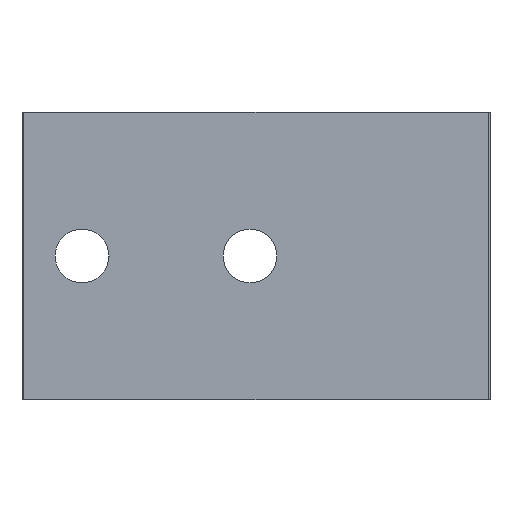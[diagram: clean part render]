
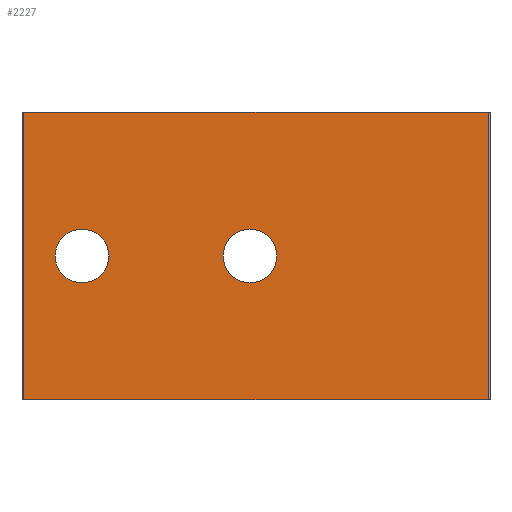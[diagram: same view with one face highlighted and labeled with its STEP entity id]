
A CAD part, front view. The second image highlights one B-rep face of the part: STEP entity #2227.
In plain terms, the highlighted planar face has unit normal (0, -1, 0).
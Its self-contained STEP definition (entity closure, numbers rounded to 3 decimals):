
#128 = CIRCLE ( 'NONE', #1620, 4.5 ) ;
#198 = CARTESIAN_POINT ( 'NONE',  ( 10441.392, 2863.331, 4.5 ) ) ;
#293 = EDGE_LOOP ( 'NONE', ( #3272, #2600 ) ) ;
#347 = VECTOR ( 'NONE', #4675, 1000. ) ;
#524 = CARTESIAN_POINT ( 'NONE',  ( 10441.392, 2863.331, 0. ) ) ;
#611 = EDGE_LOOP ( 'NONE', ( #3393, #2090, #3384, #1295 ) ) ;
#738 = CIRCLE ( 'NONE', #6289, 4.5 ) ;
#871 = CARTESIAN_POINT ( 'NONE',  ( 10413.392, 2863.331, 0. ) ) ;
#890 = AXIS2_PLACEMENT_3D ( 'NONE', #4475, #5775, #1958 ) ;
#1172 = DIRECTION ( 'NONE',  ( 0., 0., 1. ) ) ;
#1295 = ORIENTED_EDGE ( 'NONE', *, *, #6638, .F. ) ;
#1332 = PLANE ( 'NONE',  #890 ) ;
#1457 = CARTESIAN_POINT ( 'NONE',  ( 10481.092, 2863.331, -24. ) ) ;
#1503 = DIRECTION ( 'NONE',  ( 0., 0., 1. ) ) ;
#1620 = AXIS2_PLACEMENT_3D ( 'NONE', #871, #5316, #1503 ) ;
#1958 = DIRECTION ( 'NONE',  ( 0., 0., 1. ) ) ;
#2012 = VECTOR ( 'NONE', #6292, 1000. ) ;
#2066 = EDGE_CURVE ( 'NONE', #7350, #8234, #7788, .T. ) ;
#2090 = ORIENTED_EDGE ( 'NONE', *, *, #4575, .T. ) ;
#2227 = ADVANCED_FACE ( 'NONE', ( #6780, #7186, #3613 ), #1332, .F. ) ;
#2287 = EDGE_LOOP ( 'NONE', ( #6071, #4988 ) ) ;
#2360 = DIRECTION ( 'NONE',  ( 0., 1., 0. ) ) ;
#2453 = CARTESIAN_POINT ( 'NONE',  ( 10481.092, 2863.331, 24. ) ) ;
#2503 = VERTEX_POINT ( 'NONE', #2453 ) ;
#2543 = EDGE_CURVE ( 'NONE', #7645, #2503, #6879, .T. ) ;
#2600 = ORIENTED_EDGE ( 'NONE', *, *, #2066, .T. ) ;
#2677 = DIRECTION ( 'NONE',  ( 0., 1., 0. ) ) ;
#3027 = VECTOR ( 'NONE', #7249, 1000. ) ;
#3132 = CARTESIAN_POINT ( 'NONE',  ( 10413.392, 2863.331, 4.5 ) ) ;
#3272 = ORIENTED_EDGE ( 'NONE', *, *, #5905, .T. ) ;
#3341 = CARTESIAN_POINT ( 'NONE',  ( 10413.392, 2863.331, -4.5 ) ) ;
#3384 = ORIENTED_EDGE ( 'NONE', *, *, #2543, .T. ) ;
#3393 = ORIENTED_EDGE ( 'NONE', *, *, #5013, .T. ) ;
#3452 = CARTESIAN_POINT ( 'NONE',  ( 10403.692, 2863.331, 10. ) ) ;
#3613 = FACE_OUTER_BOUND ( 'NONE', #611, .T. ) ;
#3730 = LINE ( 'NONE', #4034, #347 ) ;
#3804 = CIRCLE ( 'NONE', #5313, 4.5 ) ;
#4034 = CARTESIAN_POINT ( 'NONE',  ( 10481.392, 2863.331, 24. ) ) ;
#4044 = AXIS2_PLACEMENT_3D ( 'NONE', #524, #4989, #1172 ) ;
#4475 = CARTESIAN_POINT ( 'NONE',  ( 10481.392, 2863.331, 10. ) ) ;
#4575 = EDGE_CURVE ( 'NONE', #7266, #7645, #4628, .T. ) ;
#4628 = LINE ( 'NONE', #4700, #6094 ) ;
#4675 = DIRECTION ( 'NONE',  ( 1., 0., 0. ) ) ;
#4700 = CARTESIAN_POINT ( 'NONE',  ( 10481.392, 2863.331, -24. ) ) ;
#4778 = CARTESIAN_POINT ( 'NONE',  ( 10441.392, 2863.331, -4.5 ) ) ;
#4988 = ORIENTED_EDGE ( 'NONE', *, *, #7863, .T. ) ;
#4989 = DIRECTION ( 'NONE',  ( 0., 1., 0. ) ) ;
#5013 = EDGE_CURVE ( 'NONE', #7140, #7266, #8076, .T. ) ;
#5158 = CARTESIAN_POINT ( 'NONE',  ( 10403.692, 2863.331, -24. ) ) ;
#5313 = AXIS2_PLACEMENT_3D ( 'NONE', #6468, #2677, #7117 ) ;
#5316 = DIRECTION ( 'NONE',  ( 0., 1., 0. ) ) ;
#5667 = CARTESIAN_POINT ( 'NONE',  ( 10481.092, 2863.331, 10. ) ) ;
#5775 = DIRECTION ( 'NONE',  ( 0., 1., 0. ) ) ;
#5905 = EDGE_CURVE ( 'NONE', #8234, #7350, #3804, .T. ) ;
#5977 = VERTEX_POINT ( 'NONE', #3341 ) ;
#6071 = ORIENTED_EDGE ( 'NONE', *, *, #7710, .T. ) ;
#6094 = VECTOR ( 'NONE', #7846, 1000. ) ;
#6149 = CARTESIAN_POINT ( 'NONE',  ( 10413.392, 2863.331, 0. ) ) ;
#6289 = AXIS2_PLACEMENT_3D ( 'NONE', #6149, #2360, #6792 ) ;
#6292 = DIRECTION ( 'NONE',  ( 0., 0., 1. ) ) ;
#6468 = CARTESIAN_POINT ( 'NONE',  ( 10441.392, 2863.331, 0. ) ) ;
#6638 = EDGE_CURVE ( 'NONE', #7140, #2503, #3730, .T. ) ;
#6780 = FACE_BOUND ( 'NONE', #293, .T. ) ;
#6792 = DIRECTION ( 'NONE',  ( 0., 0., 1. ) ) ;
#6879 = LINE ( 'NONE', #5667, #2012 ) ;
#7117 = DIRECTION ( 'NONE',  ( 0., 0., 1. ) ) ;
#7140 = VERTEX_POINT ( 'NONE', #7535 ) ;
#7186 = FACE_BOUND ( 'NONE', #2287, .T. ) ;
#7249 = DIRECTION ( 'NONE',  ( 0., 0., -1. ) ) ;
#7266 = VERTEX_POINT ( 'NONE', #5158 ) ;
#7350 = VERTEX_POINT ( 'NONE', #198 ) ;
#7535 = CARTESIAN_POINT ( 'NONE',  ( 10403.692, 2863.331, 24. ) ) ;
#7645 = VERTEX_POINT ( 'NONE', #1457 ) ;
#7710 = EDGE_CURVE ( 'NONE', #5977, #7953, #128, .T. ) ;
#7788 = CIRCLE ( 'NONE', #4044, 4.5 ) ;
#7846 = DIRECTION ( 'NONE',  ( 1., 0., 0. ) ) ;
#7863 = EDGE_CURVE ( 'NONE', #7953, #5977, #738, .T. ) ;
#7953 = VERTEX_POINT ( 'NONE', #3132 ) ;
#8076 = LINE ( 'NONE', #3452, #3027 ) ;
#8234 = VERTEX_POINT ( 'NONE', #4778 ) ;
